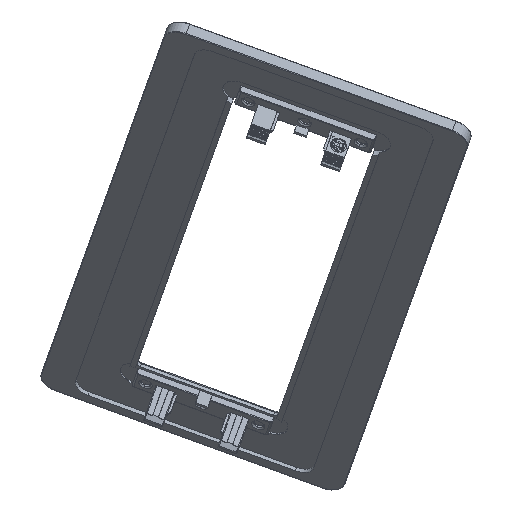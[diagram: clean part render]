
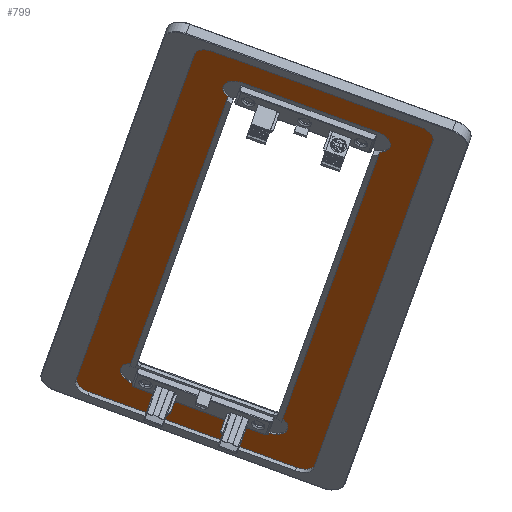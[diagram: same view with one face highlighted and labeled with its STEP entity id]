
A CAD part, left-side view. The second image highlights one B-rep face of the part: STEP entity #799.
In plain terms, the highlighted face is planar.
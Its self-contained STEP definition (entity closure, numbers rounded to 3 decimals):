
#550=CARTESIAN_POINT('Vertex',(-78.34,24.5,1.3)) ;
#553=CARTESIAN_POINT('Line Origine',(0.,24.5,1.3)) ;
#557=CARTESIAN_POINT('Vertex',(78.34,24.5,1.3)) ;
#581=CARTESIAN_POINT('Vertex',(96.,38.5,1.3)) ;
#584=CARTESIAN_POINT('Line Origine',(0.,38.5,1.3)) ;
#588=CARTESIAN_POINT('Vertex',(-96.,38.5,1.3)) ;
#608=CARTESIAN_POINT('Axis2P3D Location',(-96.,33.5,1.3)) ;
#612=CARTESIAN_POINT('Vertex',(-101.,33.5,1.3)) ;
#632=CARTESIAN_POINT('Line Origine',(-101.,0.,1.3)) ;
#636=CARTESIAN_POINT('Vertex',(-101.,-33.5,1.3)) ;
#694=CARTESIAN_POINT('Axis2P3D Location',(0.,0.,1.3)) ;
#699=CARTESIAN_POINT('Axis2P3D Location',(96.,33.5,1.3)) ;
#703=CARTESIAN_POINT('Vertex',(101.,33.5,1.3)) ;
#706=CARTESIAN_POINT('Line Origine',(101.,0.,1.3)) ;
#710=CARTESIAN_POINT('Vertex',(101.,-33.5,1.3)) ;
#713=CARTESIAN_POINT('Axis2P3D Location',(96.,-33.5,1.3)) ;
#717=CARTESIAN_POINT('Vertex',(96.,-38.5,1.3)) ;
#720=CARTESIAN_POINT('Line Origine',(0.,-38.5,1.3)) ;
#724=CARTESIAN_POINT('Vertex',(-96.,-38.5,1.3)) ;
#727=CARTESIAN_POINT('Axis2P3D Location',(-96.,-33.5,1.3)) ;
#742=CARTESIAN_POINT('Axis2P3D Location',(-82.95,21.5,1.3)) ;
#746=CARTESIAN_POINT('Vertex',(-88.45,21.5,1.3)) ;
#749=CARTESIAN_POINT('Line Origine',(-88.45,0.,1.3)) ;
#753=CARTESIAN_POINT('Vertex',(-88.45,-21.5,1.3)) ;
#756=CARTESIAN_POINT('Axis2P3D Location',(-82.95,-21.5,1.3)) ;
#760=CARTESIAN_POINT('Vertex',(-78.34,-24.5,1.3)) ;
#763=CARTESIAN_POINT('Line Origine',(0.,-24.5,1.3)) ;
#767=CARTESIAN_POINT('Vertex',(78.34,-24.5,1.3)) ;
#770=CARTESIAN_POINT('Axis2P3D Location',(82.95,-21.5,1.3)) ;
#774=CARTESIAN_POINT('Vertex',(88.45,-21.5,1.3)) ;
#777=CARTESIAN_POINT('Line Origine',(88.45,0.,1.3)) ;
#781=CARTESIAN_POINT('Vertex',(88.45,21.5,1.3)) ;
#784=CARTESIAN_POINT('Axis2P3D Location',(82.95,21.5,1.3)) ;
#554=DIRECTION('Vector Direction',(1.,0.,0.)) ;
#585=DIRECTION('Vector Direction',(-1.,0.,0.)) ;
#609=DIRECTION('Axis2P3D Direction',(0.,0.,1.)) ;
#633=DIRECTION('Vector Direction',(0.,-1.,0.)) ;
#695=DIRECTION('Axis2P3D Direction',(0.,0.,1.)) ;
#696=DIRECTION('Axis2P3D XDirection',(1.,0.,0.)) ;
#700=DIRECTION('Axis2P3D Direction',(0.,0.,1.)) ;
#707=DIRECTION('Vector Direction',(0.,-1.,0.)) ;
#714=DIRECTION('Axis2P3D Direction',(0.,0.,1.)) ;
#721=DIRECTION('Vector Direction',(-1.,0.,0.)) ;
#728=DIRECTION('Axis2P3D Direction',(0.,0.,1.)) ;
#743=DIRECTION('Axis2P3D Direction',(0.,0.,1.)) ;
#750=DIRECTION('Vector Direction',(0.,1.,0.)) ;
#757=DIRECTION('Axis2P3D Direction',(0.,0.,1.)) ;
#764=DIRECTION('Vector Direction',(1.,0.,0.)) ;
#771=DIRECTION('Axis2P3D Direction',(0.,0.,1.)) ;
#778=DIRECTION('Vector Direction',(0.,1.,0.)) ;
#785=DIRECTION('Axis2P3D Direction',(0.,0.,1.)) ;
#610=AXIS2_PLACEMENT_3D('Circle Axis2P3D',#608,#609,$) ;
#697=AXIS2_PLACEMENT_3D('Plane Axis2P3D',#694,#695,#696) ;
#701=AXIS2_PLACEMENT_3D('Circle Axis2P3D',#699,#700,$) ;
#715=AXIS2_PLACEMENT_3D('Circle Axis2P3D',#713,#714,$) ;
#729=AXIS2_PLACEMENT_3D('Circle Axis2P3D',#727,#728,$) ;
#744=AXIS2_PLACEMENT_3D('Circle Axis2P3D',#742,#743,$) ;
#758=AXIS2_PLACEMENT_3D('Circle Axis2P3D',#756,#757,$) ;
#772=AXIS2_PLACEMENT_3D('Circle Axis2P3D',#770,#771,$) ;
#786=AXIS2_PLACEMENT_3D('Circle Axis2P3D',#784,#785,$) ;
#733=ORIENTED_EDGE('',*,*,#705,.T.) ;
#734=ORIENTED_EDGE('',*,*,#712,.F.) ;
#735=ORIENTED_EDGE('',*,*,#719,.F.) ;
#736=ORIENTED_EDGE('',*,*,#726,.F.) ;
#737=ORIENTED_EDGE('',*,*,#731,.T.) ;
#738=ORIENTED_EDGE('',*,*,#638,.T.) ;
#739=ORIENTED_EDGE('',*,*,#614,.F.) ;
#740=ORIENTED_EDGE('',*,*,#590,.T.) ;
#790=ORIENTED_EDGE('',*,*,#748,.T.) ;
#791=ORIENTED_EDGE('',*,*,#755,.T.) ;
#792=ORIENTED_EDGE('',*,*,#762,.F.) ;
#793=ORIENTED_EDGE('',*,*,#769,.F.) ;
#794=ORIENTED_EDGE('',*,*,#776,.T.) ;
#795=ORIENTED_EDGE('',*,*,#783,.F.) ;
#796=ORIENTED_EDGE('',*,*,#788,.F.) ;
#797=ORIENTED_EDGE('',*,*,#559,.T.) ;
#798=FACE_BOUND('',#789,.T.) ;
#555=VECTOR('Line Direction',#554,1.) ;
#586=VECTOR('Line Direction',#585,1.) ;
#634=VECTOR('Line Direction',#633,1.) ;
#708=VECTOR('Line Direction',#707,1.) ;
#722=VECTOR('Line Direction',#721,1.) ;
#751=VECTOR('Line Direction',#750,1.) ;
#765=VECTOR('Line Direction',#764,1.) ;
#779=VECTOR('Line Direction',#778,1.) ;
#799=ADVANCED_FACE('PartBody',(#741,#798),#698,.F.) ;
#611=CIRCLE('generated circle',#610,5.) ;
#702=CIRCLE('generated circle',#701,5.) ;
#716=CIRCLE('generated circle',#715,5.) ;
#730=CIRCLE('generated circle',#729,5.) ;
#745=CIRCLE('generated circle',#744,5.5) ;
#759=CIRCLE('generated circle',#758,5.5) ;
#773=CIRCLE('generated circle',#772,5.5) ;
#787=CIRCLE('generated circle',#786,5.5) ;
#559=EDGE_CURVE('',#558,#551,#556,.F.) ;
#590=EDGE_CURVE('',#589,#582,#587,.F.) ;
#614=EDGE_CURVE('',#589,#613,#611,.T.) ;
#638=EDGE_CURVE('',#637,#613,#635,.F.) ;
#705=EDGE_CURVE('',#582,#704,#702,.F.) ;
#712=EDGE_CURVE('',#711,#704,#709,.F.) ;
#719=EDGE_CURVE('',#718,#711,#716,.T.) ;
#726=EDGE_CURVE('',#725,#718,#723,.F.) ;
#731=EDGE_CURVE('',#725,#637,#730,.F.) ;
#748=EDGE_CURVE('',#551,#747,#745,.T.) ;
#755=EDGE_CURVE('',#747,#754,#752,.F.) ;
#762=EDGE_CURVE('',#761,#754,#759,.F.) ;
#769=EDGE_CURVE('',#768,#761,#766,.F.) ;
#776=EDGE_CURVE('',#768,#775,#773,.T.) ;
#783=EDGE_CURVE('',#782,#775,#780,.F.) ;
#788=EDGE_CURVE('',#558,#782,#787,.F.) ;
#732=EDGE_LOOP('',(#733,#734,#735,#736,#737,#738,#739,#740)) ;
#789=EDGE_LOOP('',(#790,#791,#792,#793,#794,#795,#796,#797)) ;
#741=FACE_OUTER_BOUND('',#732,.T.) ;
#556=LINE('Line',#553,#555) ;
#587=LINE('Line',#584,#586) ;
#635=LINE('Line',#632,#634) ;
#709=LINE('Line',#706,#708) ;
#723=LINE('Line',#720,#722) ;
#752=LINE('Line',#749,#751) ;
#766=LINE('Line',#763,#765) ;
#780=LINE('Line',#777,#779) ;
#698=PLANE('',#697) ;
#551=VERTEX_POINT('',#550) ;
#558=VERTEX_POINT('',#557) ;
#582=VERTEX_POINT('',#581) ;
#589=VERTEX_POINT('',#588) ;
#613=VERTEX_POINT('',#612) ;
#637=VERTEX_POINT('',#636) ;
#704=VERTEX_POINT('',#703) ;
#711=VERTEX_POINT('',#710) ;
#718=VERTEX_POINT('',#717) ;
#725=VERTEX_POINT('',#724) ;
#747=VERTEX_POINT('',#746) ;
#754=VERTEX_POINT('',#753) ;
#761=VERTEX_POINT('',#760) ;
#768=VERTEX_POINT('',#767) ;
#775=VERTEX_POINT('',#774) ;
#782=VERTEX_POINT('',#781) ;
